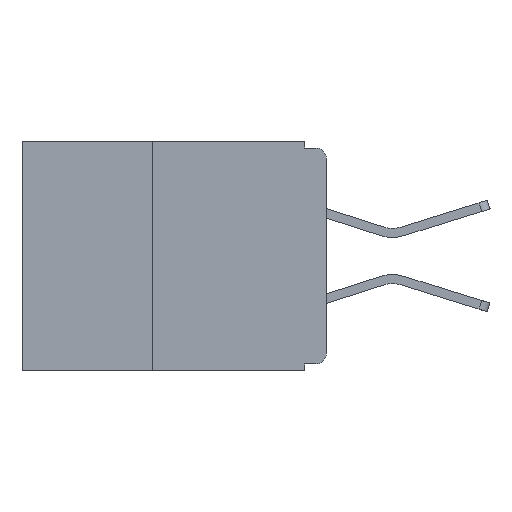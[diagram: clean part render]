
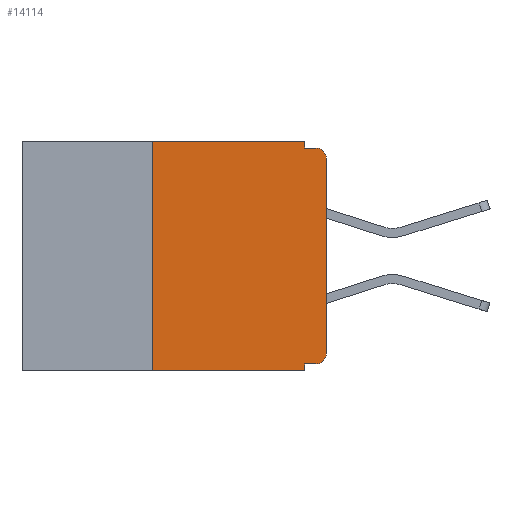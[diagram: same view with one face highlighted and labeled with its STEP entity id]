
A CAD part, left-side view. The second image highlights one B-rep face of the part: STEP entity #14114.
In plain terms, the highlighted planar face has unit normal (-1, 0, 0).
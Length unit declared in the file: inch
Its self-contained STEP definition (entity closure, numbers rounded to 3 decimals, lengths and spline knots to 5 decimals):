
#16 = VERTEX_POINT ( 'NONE', #3019 ) ;
#435 = LINE ( 'NONE', #8678, #8727 ) ;
#952 = VERTEX_POINT ( 'NONE', #19720 ) ;
#1084 = VERTEX_POINT ( 'NONE', #1484 ) ;
#1410 = AXIS2_PLACEMENT_3D ( 'NONE', #9987, #21819, #11734 ) ;
#1484 = CARTESIAN_POINT ( 'NONE',  ( 0., 0.015, -0.01 ) ) ;
#1574 = LINE ( 'NONE', #2430, #5780 ) ;
#1948 = DIRECTION ( 'NONE',  ( 0., -1., 0. ) ) ;
#2322 = VERTEX_POINT ( 'NONE', #4464 ) ;
#2430 = CARTESIAN_POINT ( 'NONE',  ( 0., 0., -0.32 ) ) ;
#2555 = FACE_OUTER_BOUND ( 'NONE', #17645, .T. ) ;
#2771 = EDGE_CURVE ( 'NONE', #18717, #18352, #2778, .T. ) ;
#2778 = LINE ( 'NONE', #17842, #16603 ) ;
#2850 = LINE ( 'NONE', #15857, #20621 ) ;
#3002 = PLANE ( 'NONE',  #22122 ) ;
#3019 = CARTESIAN_POINT ( 'NONE',  ( 0., 0., -0.025 ) ) ;
#3923 = AXIS2_PLACEMENT_3D ( 'NONE', #8266, #8293, #8143 ) ;
#4464 = CARTESIAN_POINT ( 'NONE',  ( 0., 0.031, -0.01 ) ) ;
#4781 = DIRECTION ( 'NONE',  ( 0., 0., -1. ) ) ;
#5222 = EDGE_CURVE ( 'NONE', #16157, #17429, #17059, .T. ) ;
#5780 = VECTOR ( 'NONE', #7758, 39.37008 ) ;
#5803 = LINE ( 'NONE', #8223, #9895 ) ;
#5946 = DIRECTION ( 'NONE',  ( 0., 0., -1. ) ) ;
#6485 = CARTESIAN_POINT ( 'NONE',  ( 0., 0.437, 0. ) ) ;
#7758 = DIRECTION ( 'NONE',  ( 0., 1., 0. ) ) ;
#7828 = DIRECTION ( 'NONE',  ( 0., 0., 1. ) ) ;
#7866 = EDGE_CURVE ( 'NONE', #2322, #1084, #435, .T. ) ;
#7930 = CARTESIAN_POINT ( 'NONE',  ( 0., 0.25, -0.33 ) ) ;
#8126 = EDGE_CURVE ( 'NONE', #13978, #2322, #15178, .T. ) ;
#8143 = DIRECTION ( 'NONE',  ( 0., 0., -1. ) ) ;
#8193 = EDGE_CURVE ( 'NONE', #16, #1084, #15970, .T. ) ;
#8223 = CARTESIAN_POINT ( 'NONE',  ( 0., 0.25, -0.33 ) ) ;
#8266 = CARTESIAN_POINT ( 'NONE',  ( 0., 0.015, -0.305 ) ) ;
#8293 = DIRECTION ( 'NONE',  ( -1., 0., 0. ) ) ;
#8678 = CARTESIAN_POINT ( 'NONE',  ( 0., 0., -0.01 ) ) ;
#8727 = VECTOR ( 'NONE', #8757, 39.37008 ) ;
#8757 = DIRECTION ( 'NONE',  ( 0., -1., 0. ) ) ;
#9441 = VECTOR ( 'NONE', #1948, 39.37008 ) ;
#9611 = CARTESIAN_POINT ( 'NONE',  ( 0., 0.031, 0. ) ) ;
#9895 = VECTOR ( 'NONE', #20247, 39.37008 ) ;
#9987 = CARTESIAN_POINT ( 'NONE',  ( 0., 0.015, -0.025 ) ) ;
#10297 = CARTESIAN_POINT ( 'NONE',  ( 0., 0.031, -0.33 ) ) ;
#11127 = CARTESIAN_POINT ( 'NONE',  ( 0., 0.031, -0.32 ) ) ;
#11734 = DIRECTION ( 'NONE',  ( 0., 0., -1. ) ) ;
#12825 = CARTESIAN_POINT ( 'NONE',  ( 0., 0.031, 0. ) ) ;
#13040 = VECTOR ( 'NONE', #5946, 39.37008 ) ;
#13199 = EDGE_CURVE ( 'NONE', #952, #13978, #2850, .T. ) ;
#13534 = DIRECTION ( 'NONE',  ( 0., 0., -1. ) ) ;
#13978 = VERTEX_POINT ( 'NONE', #9611 ) ;
#13981 = LINE ( 'NONE', #15879, #9441 ) ;
#14114 = ADVANCED_FACE ( 'NONE', ( #2555 ), #3002, .F. ) ;
#14432 = EDGE_CURVE ( 'NONE', #21316, #18352, #13981, .T. ) ;
#14846 = ORIENTED_EDGE ( 'NONE', *, *, #16829, .T. ) ;
#15037 = ORIENTED_EDGE ( 'NONE', *, *, #8193, .T. ) ;
#15142 = DIRECTION ( 'NONE',  ( 1., 0., 0. ) ) ;
#15178 = LINE ( 'NONE', #12825, #13040 ) ;
#15217 = VECTOR ( 'NONE', #7828, 39.37008 ) ;
#15220 = ORIENTED_EDGE ( 'NONE', *, *, #7866, .F. ) ;
#15241 = ORIENTED_EDGE ( 'NONE', *, *, #8126, .F. ) ;
#15696 = ORIENTED_EDGE ( 'NONE', *, *, #13199, .F. ) ;
#15857 = CARTESIAN_POINT ( 'NONE',  ( 0., 0.437, 0. ) ) ;
#15878 = ORIENTED_EDGE ( 'NONE', *, *, #19697, .F. ) ;
#15879 = CARTESIAN_POINT ( 'NONE',  ( 0., 0.437, -0.33 ) ) ;
#15970 = CIRCLE ( 'NONE', #1410, 0.015 ) ;
#16052 = ORIENTED_EDGE ( 'NONE', *, *, #14432, .T. ) ;
#16157 = VERTEX_POINT ( 'NONE', #18747 ) ;
#16261 = ORIENTED_EDGE ( 'NONE', *, *, #2771, .F. ) ;
#16291 = CARTESIAN_POINT ( 'NONE',  ( 0., 0., -0.305 ) ) ;
#16393 = CARTESIAN_POINT ( 'NONE',  ( 0., 0., 0. ) ) ;
#16590 = ORIENTED_EDGE ( 'NONE', *, *, #20098, .F. ) ;
#16603 = VECTOR ( 'NONE', #13534, 39.37008 ) ;
#16615 = ORIENTED_EDGE ( 'NONE', *, *, #5222, .T. ) ;
#16829 = EDGE_CURVE ( 'NONE', #17429, #16, #20757, .T. ) ;
#17059 = CIRCLE ( 'NONE', #3923, 0.015 ) ;
#17429 = VERTEX_POINT ( 'NONE', #16291 ) ;
#17545 = DIRECTION ( 'NONE',  ( 0., -1., 0. ) ) ;
#17645 = EDGE_LOOP ( 'NONE', ( #14846, #15037, #15220, #15241, #15696, #15878, #16052, #16261, #16590, #16615 ) ) ;
#17842 = CARTESIAN_POINT ( 'NONE',  ( 0., 0.031, -0.33 ) ) ;
#18352 = VERTEX_POINT ( 'NONE', #10297 ) ;
#18717 = VERTEX_POINT ( 'NONE', #11127 ) ;
#18747 = CARTESIAN_POINT ( 'NONE',  ( 0., 0.015, -0.32 ) ) ;
#19697 = EDGE_CURVE ( 'NONE', #21316, #952, #5803, .T. ) ;
#19720 = CARTESIAN_POINT ( 'NONE',  ( 0., 0.25, 0. ) ) ;
#20098 = EDGE_CURVE ( 'NONE', #16157, #18717, #1574, .T. ) ;
#20247 = DIRECTION ( 'NONE',  ( 0., 0., 1. ) ) ;
#20621 = VECTOR ( 'NONE', #17545, 39.37008 ) ;
#20757 = LINE ( 'NONE', #16393, #15217 ) ;
#21316 = VERTEX_POINT ( 'NONE', #7930 ) ;
#21819 = DIRECTION ( 'NONE',  ( -1., 0., 0. ) ) ;
#22122 = AXIS2_PLACEMENT_3D ( 'NONE', #6485, #15142, #4781 ) ;
